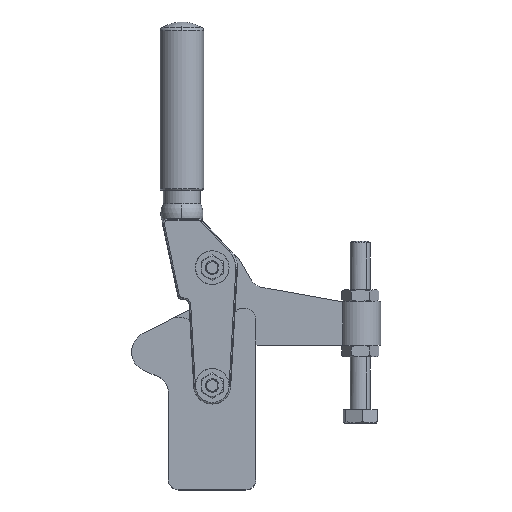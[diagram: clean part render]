
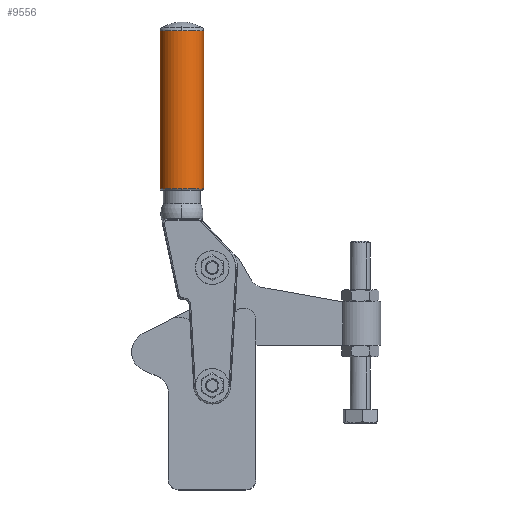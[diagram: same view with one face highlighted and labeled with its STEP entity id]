
A CAD part, top view. The second image highlights one B-rep face of the part: STEP entity #9556.
In plain terms, the highlighted cylindrical face has radius 13 mm (diameter 26 mm), a partial arc.
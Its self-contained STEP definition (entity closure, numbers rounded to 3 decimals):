
#8933=AXIS2_PLACEMENT_3D('Circle Axis2P3D',#8931,#8932,$) ;
#8952=AXIS2_PLACEMENT_3D('Circle Axis2P3D',#8950,#8951,$) ;
#9534=AXIS2_PLACEMENT_3D('Cylinder Axis2P3D',#9531,#9532,#9533) ;
#9538=AXIS2_PLACEMENT_3D('Circle Axis2P3D',#9536,#9537,$) ;
#9545=AXIS2_PLACEMENT_3D('Circle Axis2P3D',#9543,#9544,$) ;
#8914=CARTESIAN_POINT('Vertex',(486.792,257.653,2.)) ;
#8928=CARTESIAN_POINT('Vertex',(499.792,257.653,-11.)) ;
#8931=CARTESIAN_POINT('Axis2P3D Location',(486.792,257.653,-11.)) ;
#8950=CARTESIAN_POINT('Axis2P3D Location',(486.792,257.653,-11.)) ;
#8954=CARTESIAN_POINT('Vertex',(473.792,257.653,-11.)) ;
#9490=CARTESIAN_POINT('Line Origine',(499.792,304.504,-11.)) ;
#9494=CARTESIAN_POINT('Vertex',(499.792,351.356,-11.)) ;
#9497=CARTESIAN_POINT('Line Origine',(473.792,304.504,-11.)) ;
#9501=CARTESIAN_POINT('Vertex',(473.792,351.356,-11.)) ;
#9531=CARTESIAN_POINT('Axis2P3D Location',(486.792,304.504,-11.)) ;
#9536=CARTESIAN_POINT('Axis2P3D Location',(486.792,351.356,-11.)) ;
#9540=CARTESIAN_POINT('Vertex',(486.792,351.356,2.)) ;
#9543=CARTESIAN_POINT('Axis2P3D Location',(486.792,351.356,-11.)) ;
#8932=DIRECTION('Axis2P3D Direction',(0.,1.,0.)) ;
#8951=DIRECTION('Axis2P3D Direction',(0.,1.,0.)) ;
#9491=DIRECTION('Vector Direction',(0.,1.,0.)) ;
#9498=DIRECTION('Vector Direction',(0.,1.,0.)) ;
#9532=DIRECTION('Axis2P3D Direction',(0.,1.,0.)) ;
#9533=DIRECTION('Axis2P3D XDirection',(-1.,0.,0.)) ;
#9537=DIRECTION('Axis2P3D Direction',(0.,1.,0.)) ;
#9544=DIRECTION('Axis2P3D Direction',(0.,1.,0.)) ;
#9492=VECTOR('Line Direction',#9491,1.) ;
#9499=VECTOR('Line Direction',#9498,1.) ;
#9549=ORIENTED_EDGE('',*,*,#9503,.F.) ;
#9550=ORIENTED_EDGE('',*,*,#8956,.T.) ;
#9551=ORIENTED_EDGE('',*,*,#8935,.T.) ;
#9552=ORIENTED_EDGE('',*,*,#9496,.F.) ;
#9553=ORIENTED_EDGE('',*,*,#9542,.F.) ;
#9554=ORIENTED_EDGE('',*,*,#9547,.F.) ;
#9556=ADVANCED_FACE('MODULSPANNER_TS_V_HD_1300_S_357828',(#9555),#9535,.T.) ;
#8934=CIRCLE('generated circle',#8933,13.) ;
#8953=CIRCLE('generated circle',#8952,13.) ;
#9539=CIRCLE('generated circle',#9538,13.) ;
#9546=CIRCLE('generated circle',#9545,13.) ;
#9535=CYLINDRICAL_SURFACE('generated cylinder',#9534,13.) ;
#8935=EDGE_CURVE('',#8915,#8929,#8934,.T.) ;
#8956=EDGE_CURVE('',#8955,#8915,#8953,.T.) ;
#9496=EDGE_CURVE('',#9495,#8929,#9493,.F.) ;
#9503=EDGE_CURVE('',#8955,#9502,#9500,.T.) ;
#9542=EDGE_CURVE('',#9541,#9495,#9539,.T.) ;
#9547=EDGE_CURVE('',#9502,#9541,#9546,.T.) ;
#9548=EDGE_LOOP('',(#9549,#9550,#9551,#9552,#9553,#9554)) ;
#9555=FACE_OUTER_BOUND('',#9548,.T.) ;
#9493=LINE('Line',#9490,#9492) ;
#9500=LINE('Line',#9497,#9499) ;
#8915=VERTEX_POINT('',#8914) ;
#8929=VERTEX_POINT('',#8928) ;
#8955=VERTEX_POINT('',#8954) ;
#9495=VERTEX_POINT('',#9494) ;
#9502=VERTEX_POINT('',#9501) ;
#9541=VERTEX_POINT('',#9540) ;
